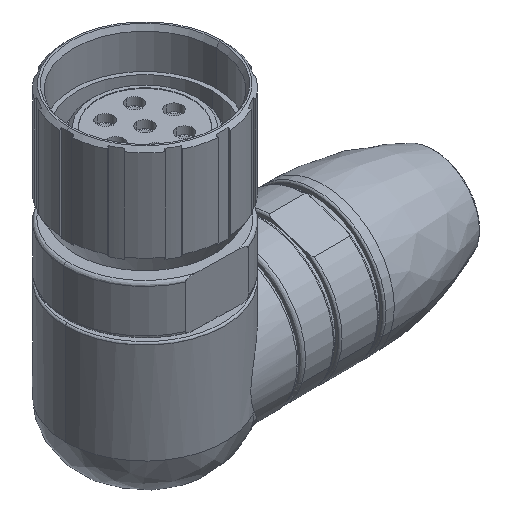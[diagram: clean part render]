
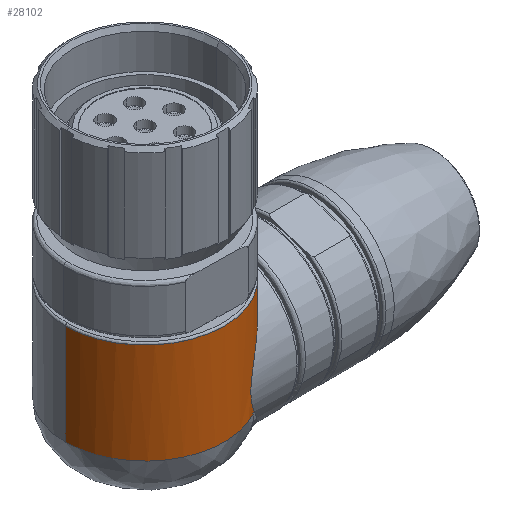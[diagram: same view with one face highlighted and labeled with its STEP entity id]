
A CAD part, isometric view. The second image highlights one B-rep face of the part: STEP entity #28102.
In plain terms, the highlighted cylindrical face has radius 13 mm (diameter 26 mm), a partial arc.
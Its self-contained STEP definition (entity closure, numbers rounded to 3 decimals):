
#49 = VECTOR ( 'NONE', #4160, 1000. ) ;
#855 = VERTEX_POINT ( 'NONE', #8002 ) ;
#1096 = CARTESIAN_POINT ( 'NONE',  ( -53.318, 11.484, -6.066 ) ) ;
#1208 = CARTESIAN_POINT ( 'NONE',  ( -50.647, 13.162, 0.811 ) ) ;
#1321 = CARTESIAN_POINT ( 'NONE',  ( -46.076, 21.209, 6.248 ) ) ;
#2116 = VERTEX_POINT ( 'NONE', #35135 ) ;
#2518 = EDGE_CURVE ( 'NONE', #7766, #30249, #12310, .T. ) ;
#3870 = CARTESIAN_POINT ( 'NONE',  ( -53.367, 11.461, -5.309 ) ) ;
#3987 = CARTESIAN_POINT ( 'NONE',  ( -49.58, 14.167, 2.177 ) ) ;
#4102 = CARTESIAN_POINT ( 'NONE',  ( -45.953, 22.201, 6.384 ) ) ;
#4160 = DIRECTION ( 'NONE',  ( 0., 0., -1. ) ) ;
#4293 = FACE_OUTER_BOUND ( 'NONE', #9007, .T. ) ;
#6508 = LINE ( 'NONE', #34430, #49 ) ;
#6576 = VECTOR ( 'NONE', #13089, 1000. ) ;
#6653 = CARTESIAN_POINT ( 'NONE',  ( -53.312, 11.487, -4.55 ) ) ;
#6771 = CARTESIAN_POINT ( 'NONE',  ( -48.797, 15.051, 3.13 ) ) ;
#6881 = CARTESIAN_POINT ( 'NONE',  ( -45.923, 23.214, 6.417 ) ) ;
#6935 = CARTESIAN_POINT ( 'NONE',  ( -71.923, 23.214, -9.083 ) ) ;
#6954 = CARTESIAN_POINT ( 'NONE',  ( -58.923, 23.214, -9.083 ) ) ;
#7766 = VERTEX_POINT ( 'NONE', #17588 ) ;
#8002 = CARTESIAN_POINT ( 'NONE',  ( -45.923, 23.214, 6.417 ) ) ;
#8910 = ORIENTED_EDGE ( 'NONE', *, *, #10477, .T. ) ;
#9007 = EDGE_LOOP ( 'NONE', ( #14247, #17407, #8910, #17378, #22615 ) ) ;
#9392 = CARTESIAN_POINT ( 'NONE',  ( -53.162, 11.56, -3.812 ) ) ;
#9499 = CARTESIAN_POINT ( 'NONE',  ( -47.604, 16.756, 4.528 ) ) ;
#9685 = DIRECTION ( 'NONE',  ( -1., 0., 0. ) ) ;
#10477 = EDGE_CURVE ( 'NONE', #30249, #21204, #29003, .T. ) ;
#10699 = CYLINDRICAL_SURFACE ( 'NONE', #34184, 13. ) ;
#11439 = AXIS2_PLACEMENT_3D ( 'NONE', #30676, #30638, #30593 ) ;
#11684 = EDGE_CURVE ( 'NONE', #7766, #855, #6508, .T. ) ;
#12066 = CARTESIAN_POINT ( 'NONE',  ( -52.851, 11.718, -2.856 ) ) ;
#12175 = CARTESIAN_POINT ( 'NONE',  ( -46.833, 18.414, 5.403 ) ) ;
#12310 = CIRCLE ( 'NONE', #11439, 13. ) ;
#12485 = DIRECTION ( 'NONE',  ( 0., 0., -1. ) ) ;
#13089 = DIRECTION ( 'NONE',  ( 0., 0., -1. ) ) ;
#14247 = ORIENTED_EDGE ( 'NONE', *, *, #11684, .F. ) ;
#14660 = CARTESIAN_POINT ( 'NONE',  ( -52.672, 11.813, -8.217 ) ) ;
#14783 = CARTESIAN_POINT ( 'NONE',  ( -52.203, 12.083, -1.543 ) ) ;
#14893 = CARTESIAN_POINT ( 'NONE',  ( -46.381, 19.759, 5.909 ) ) ;
#17376 = CARTESIAN_POINT ( 'NONE',  ( -53.189, 11.546, -6.809 ) ) ;
#17378 = ORIENTED_EDGE ( 'NONE', *, *, #27186, .T. ) ;
#17407 = ORIENTED_EDGE ( 'NONE', *, *, #2518, .T. ) ;
#17494 = CARTESIAN_POINT ( 'NONE',  ( -51.189, 12.747, 0.077 ) ) ;
#17588 = CARTESIAN_POINT ( 'NONE',  ( -45.923, 23.214, 7.317 ) ) ;
#17601 = CARTESIAN_POINT ( 'NONE',  ( -46.163, 20.718, 6.152 ) ) ;
#19955 = CARTESIAN_POINT ( 'NONE',  ( -71.923, 23.214, 7.317 ) ) ;
#20103 = CARTESIAN_POINT ( 'NONE',  ( -53.346, 11.471, -5.816 ) ) ;
#20215 = CARTESIAN_POINT ( 'NONE',  ( -49.846, 13.901, 1.844 ) ) ;
#20340 = CARTESIAN_POINT ( 'NONE',  ( -46.04, 21.456, 6.288 ) ) ;
#20842 = CARTESIAN_POINT ( 'NONE',  ( -71.923, 23.214, 12.917 ) ) ;
#21204 = VERTEX_POINT ( 'NONE', #6935 ) ;
#21756 = CIRCLE ( 'NONE', #27814, 13. ) ;
#22615 = ORIENTED_EDGE ( 'NONE', *, *, #28976, .T. ) ;
#22738 = CARTESIAN_POINT ( 'NONE',  ( -52.215, 12.078, -9.083 ) ) ;
#22860 = CARTESIAN_POINT ( 'NONE',  ( -53.36, 11.464, -5.052 ) ) ;
#22969 = CARTESIAN_POINT ( 'NONE',  ( -49.055, 14.742, 2.821 ) ) ;
#23071 = B_SPLINE_CURVE_WITH_KNOTS ( 'NONE', 3,
 ( #22738, #28083, #14660, #33646, #17376, #1096, #20103, #3870, #22860, #6653, #25626, #9392, #28306, #12066, #31038, #14783, #33762, #17494, #1208, #20215, #3987, #22969, #6771, #25748, #9499, #28424, #12175, #31152, #14893, #33885, #17601, #1321, #20340, #4102, #23083, #6881 ),
 .UNSPECIFIED., .F., .F.,
 ( 4, 2, 2, 2, 2, 2, 2, 2, 2, 2, 2, 2, 2, 2, 2, 2, 2, 4 ),
 ( 0., 0.002, 0.003, 0.004, 0.005, 0.005, 0.006, 0.008, 0.009, 0.012, 0.014, 0.015, 0.018, 0.02, 0.021, 0.022, 0.023, 0.024 ),
 .UNSPECIFIED. ) ;
#23083 = CARTESIAN_POINT ( 'NONE',  ( -45.923, 22.704, 6.417 ) ) ;
#23290 = CARTESIAN_POINT ( 'NONE',  ( -58.923, 23.214, 12.917 ) ) ;
#25626 = CARTESIAN_POINT ( 'NONE',  ( -53.271, 11.506, -4.302 ) ) ;
#25748 = CARTESIAN_POINT ( 'NONE',  ( -48.058, 16.03, 4.007 ) ) ;
#25938 = DIRECTION ( 'NONE',  ( 0., 0., 1. ) ) ;
#27186 = EDGE_CURVE ( 'NONE', #21204, #2116, #21756, .T. ) ;
#27814 = AXIS2_PLACEMENT_3D ( 'NONE', #6954, #25938, #9685 ) ;
#28083 = CARTESIAN_POINT ( 'NONE',  ( -52.453, 11.935, -8.657 ) ) ;
#28102 = ADVANCED_FACE ( 'NONE', ( #4293 ), #10699, .T. ) ;
#28306 = CARTESIAN_POINT ( 'NONE',  ( -53.092, 11.594, -3.568 ) ) ;
#28424 = CARTESIAN_POINT ( 'NONE',  ( -47.012, 17.986, 5.2 ) ) ;
#28727 = DIRECTION ( 'NONE',  ( -1., 0., 0. ) ) ;
#28976 = EDGE_CURVE ( 'NONE', #2116, #855, #23071, .T. ) ;
#29003 = LINE ( 'NONE', #20842, #6576 ) ;
#30249 = VERTEX_POINT ( 'NONE', #19955 ) ;
#30593 = DIRECTION ( 'NONE',  ( -1., 0., 0. ) ) ;
#30638 = DIRECTION ( 'NONE',  ( 0., 0., -1. ) ) ;
#30676 = CARTESIAN_POINT ( 'NONE',  ( -58.923, 23.214, 7.317 ) ) ;
#31038 = CARTESIAN_POINT ( 'NONE',  ( -52.65, 11.825, -2.407 ) ) ;
#31152 = CARTESIAN_POINT ( 'NONE',  ( -46.517, 19.3, 5.757 ) ) ;
#33646 = CARTESIAN_POINT ( 'NONE',  ( -53.04, 11.619, -7.296 ) ) ;
#33762 = CARTESIAN_POINT ( 'NONE',  ( -51.956, 12.234, -1.126 ) ) ;
#33885 = CARTESIAN_POINT ( 'NONE',  ( -46.213, 20.474, 6.096 ) ) ;
#34184 = AXIS2_PLACEMENT_3D ( 'NONE', #23290, #12485, #28727 ) ;
#34430 = CARTESIAN_POINT ( 'NONE',  ( -45.923, 23.214, 12.917 ) ) ;
#35135 = CARTESIAN_POINT ( 'NONE',  ( -52.215, 12.078, -9.083 ) ) ;
